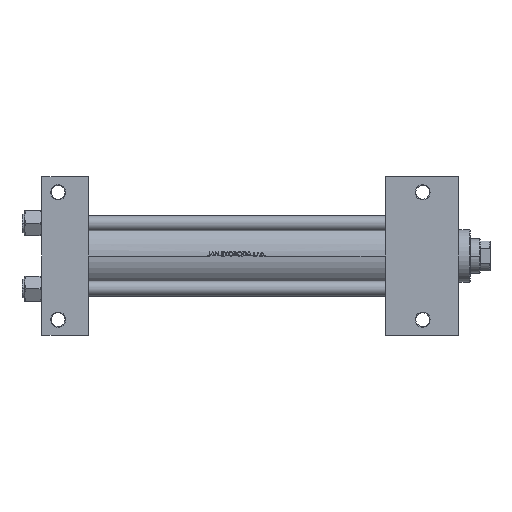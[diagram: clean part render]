
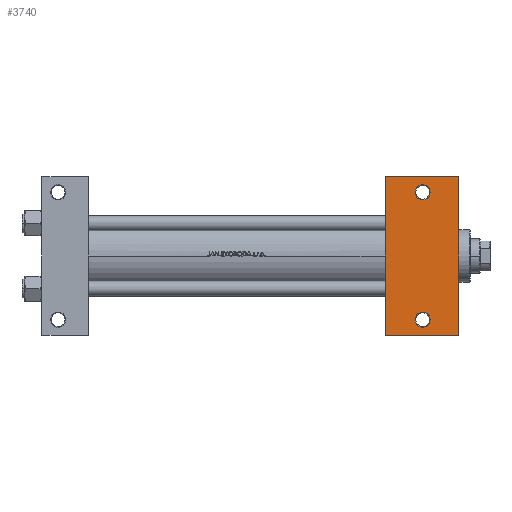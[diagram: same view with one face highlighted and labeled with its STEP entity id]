
A CAD part, front view. The second image highlights one B-rep face of the part: STEP entity #3740.
In plain terms, the highlighted face is planar.
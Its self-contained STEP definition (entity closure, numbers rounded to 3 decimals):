
#2228 = ORIENTED_EDGE ( 'NONE', *, *, #14167, .T. ) ;
#2572 = CIRCLE ( 'NONE', #24184, 6. ) ;
#3007 = VERTEX_POINT ( 'NONE', #23555 ) ;
#3120 = EDGE_CURVE ( 'NONE', #47598, #3007, #2572, .T. ) ;
#3740 = ADVANCED_FACE ( 'NONE', ( #29859, #21180, #7047 ), #37623, .T. ) ;
#3792 = ORIENTED_EDGE ( 'NONE', *, *, #23571, .T. ) ;
#4331 = EDGE_LOOP ( 'NONE', ( #28823, #2228, #3792, #46216 ) ) ;
#5433 = VECTOR ( 'NONE', #21501, 1000. ) ;
#5479 = CARTESIAN_POINT ( 'NONE',  ( 305., 51., -37.5 ) ) ;
#5754 = CARTESIAN_POINT ( 'NONE',  ( 305., -51., -37.5 ) ) ;
#5947 = CARTESIAN_POINT ( 'NONE',  ( 275., 37.5, -37.5 ) ) ;
#7047 = FACE_OUTER_BOUND ( 'NONE', #4331, .T. ) ;
#7866 = CARTESIAN_POINT ( 'NONE',  ( 334., -63.5, -37.5 ) ) ;
#8379 = ORIENTED_EDGE ( 'NONE', *, *, #39171, .T. ) ;
#9236 = DIRECTION ( 'NONE',  ( -1., 0., 0. ) ) ;
#9425 = ORIENTED_EDGE ( 'NONE', *, *, #3120, .T. ) ;
#9686 = ORIENTED_EDGE ( 'NONE', *, *, #26005, .T. ) ;
#9894 = CARTESIAN_POINT ( 'NONE',  ( 334., 37.5, -37.5 ) ) ;
#10039 = DIRECTION ( 'NONE',  ( 1., 0., 0. ) ) ;
#10110 = DIRECTION ( 'NONE',  ( 0., 0., 1. ) ) ;
#10910 = DIRECTION ( 'NONE',  ( 0., 0., 1. ) ) ;
#12046 = AXIS2_PLACEMENT_3D ( 'NONE', #29156, #10110, #43449 ) ;
#12576 = VECTOR ( 'NONE', #34780, 1000. ) ;
#12684 = AXIS2_PLACEMENT_3D ( 'NONE', #15401, #10910, #41232 ) ;
#14167 = EDGE_CURVE ( 'NONE', #27976, #47025, #21334, .T. ) ;
#14310 = CIRCLE ( 'NONE', #39086, 6. ) ;
#14816 = DIRECTION ( 'NONE',  ( 0., 0., -1. ) ) ;
#15401 = CARTESIAN_POINT ( 'NONE',  ( 305., 51., -37.5 ) ) ;
#18805 = VECTOR ( 'NONE', #10039, 1000. ) ;
#20280 = EDGE_CURVE ( 'NONE', #27976, #26019, #40520, .T. ) ;
#20529 = VERTEX_POINT ( 'NONE', #45259 ) ;
#20552 = DIRECTION ( 'NONE',  ( -1., 0., 0. ) ) ;
#21180 = FACE_BOUND ( 'NONE', #23783, .T. ) ;
#21334 = LINE ( 'NONE', #32843, #18805 ) ;
#21501 = DIRECTION ( 'NONE',  ( 0., -1., 0. ) ) ;
#21530 = DIRECTION ( 'NONE',  ( 0., 0., 1. ) ) ;
#22291 = CIRCLE ( 'NONE', #12684, 6. ) ;
#23518 = CARTESIAN_POINT ( 'NONE',  ( 311., 51., -37.5 ) ) ;
#23555 = CARTESIAN_POINT ( 'NONE',  ( 311., -51., -37.5 ) ) ;
#23571 = EDGE_CURVE ( 'NONE', #47025, #35564, #34842, .T. ) ;
#23783 = EDGE_LOOP ( 'NONE', ( #9425, #45902 ) ) ;
#24184 = AXIS2_PLACEMENT_3D ( 'NONE', #5754, #43102, #20552 ) ;
#25226 = CARTESIAN_POINT ( 'NONE',  ( 275., 63.5, -37.5 ) ) ;
#26005 = EDGE_CURVE ( 'NONE', #20529, #31492, #22291, .T. ) ;
#26019 = VERTEX_POINT ( 'NONE', #45727 ) ;
#27976 = VERTEX_POINT ( 'NONE', #25226 ) ;
#28021 = CARTESIAN_POINT ( 'NONE',  ( 275., -63.5, -37.5 ) ) ;
#28823 = ORIENTED_EDGE ( 'NONE', *, *, #20280, .F. ) ;
#29156 = CARTESIAN_POINT ( 'NONE',  ( 305., -51., -37.5 ) ) ;
#29859 = FACE_BOUND ( 'NONE', #35968, .T. ) ;
#31105 = DIRECTION ( 'NONE',  ( 0., -1., 0. ) ) ;
#31492 = VERTEX_POINT ( 'NONE', #23518 ) ;
#32843 = CARTESIAN_POINT ( 'NONE',  ( 275., 63.5, -37.5 ) ) ;
#34780 = DIRECTION ( 'NONE',  ( -1., 0., 0. ) ) ;
#34842 = LINE ( 'NONE', #38619, #38224 ) ;
#35275 = LINE ( 'NONE', #28021, #12576 ) ;
#35564 = VERTEX_POINT ( 'NONE', #7866 ) ;
#35875 = CARTESIAN_POINT ( 'NONE',  ( 299., -51., -37.5 ) ) ;
#35968 = EDGE_LOOP ( 'NONE', ( #9686, #8379 ) ) ;
#36310 = EDGE_CURVE ( 'NONE', #35564, #26019, #35275, .T. ) ;
#37623 = PLANE ( 'NONE',  #45815 ) ;
#38224 = VECTOR ( 'NONE', #31105, 1000. ) ;
#38465 = CIRCLE ( 'NONE', #12046, 6. ) ;
#38619 = CARTESIAN_POINT ( 'NONE',  ( 334., 37.5, -37.5 ) ) ;
#39086 = AXIS2_PLACEMENT_3D ( 'NONE', #5479, #21530, #9236 ) ;
#39171 = EDGE_CURVE ( 'NONE', #31492, #20529, #14310, .T. ) ;
#40520 = LINE ( 'NONE', #5947, #5433 ) ;
#41232 = DIRECTION ( 'NONE',  ( -1., 0., 0. ) ) ;
#43102 = DIRECTION ( 'NONE',  ( 0., 0., 1. ) ) ;
#43449 = DIRECTION ( 'NONE',  ( -1., 0., 0. ) ) ;
#44595 = CARTESIAN_POINT ( 'NONE',  ( 334., 63.5, -37.5 ) ) ;
#44628 = EDGE_CURVE ( 'NONE', #3007, #47598, #38465, .T. ) ;
#45259 = CARTESIAN_POINT ( 'NONE',  ( 299., 51., -37.5 ) ) ;
#45384 = DIRECTION ( 'NONE',  ( -1., 0., 0. ) ) ;
#45727 = CARTESIAN_POINT ( 'NONE',  ( 275., -63.5, -37.5 ) ) ;
#45815 = AXIS2_PLACEMENT_3D ( 'NONE', #9894, #14816, #45384 ) ;
#45902 = ORIENTED_EDGE ( 'NONE', *, *, #44628, .T. ) ;
#46216 = ORIENTED_EDGE ( 'NONE', *, *, #36310, .T. ) ;
#47025 = VERTEX_POINT ( 'NONE', #44595 ) ;
#47598 = VERTEX_POINT ( 'NONE', #35875 ) ;
